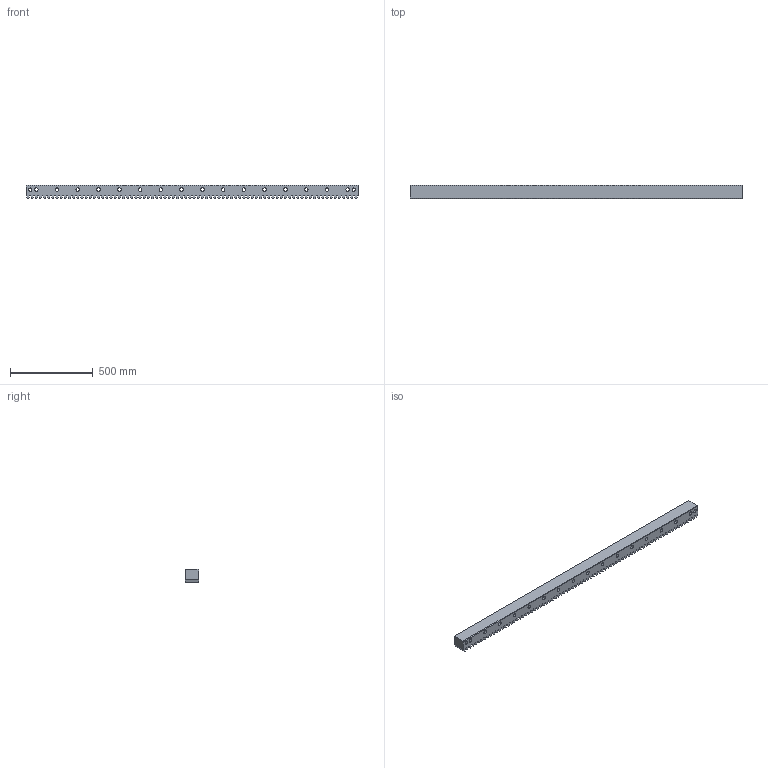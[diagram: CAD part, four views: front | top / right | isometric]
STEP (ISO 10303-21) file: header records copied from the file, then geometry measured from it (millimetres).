
FILE_DESCRIPTION(('STEP AP214'),'1');
FILE_NAME('144-080-420.stp','2017-10-09T11:45:14',('TraceParts'),('TraceParts S.A.'),'Spatial InterOp 3D',' ',' ');
FILE_SCHEMA(('automotive_design'));
Length unit declared in the file: millimetre
Products named in the file (1): 144-080-420
Bounding box: 2009.35 x 79 x 79 mm (x, y, z)
Volume: 10498092.1 mm3; surface area: 861683.5 mm2
Topology: 1 solids, 1 shells, 411 faces, 1179 edges, 786 vertices
Faces by surface type: plane 343, cylinder 68
Entity records: 16674 total; most frequent: CARTESIAN_POINT 2377, ORIENTED_EDGE 2358, DIRECTION 2139, EDGE_CURVE 1179, LINE 1043, VECTOR 1043, VERTEX_POINT 786, AXIS2_PLACEMENT_3D 548
